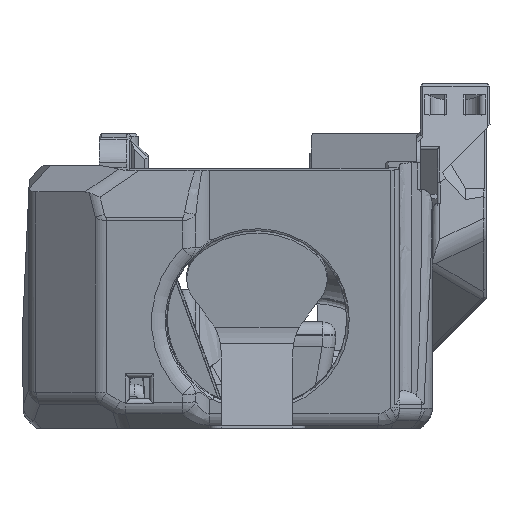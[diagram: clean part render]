
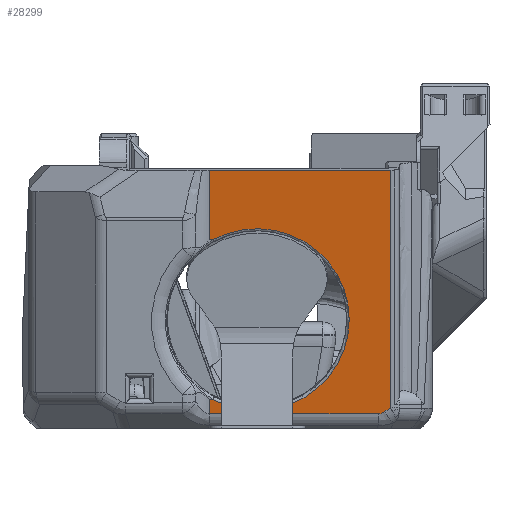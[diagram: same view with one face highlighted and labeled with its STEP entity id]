
A CAD part, left-side view. The second image highlights one B-rep face of the part: STEP entity #28299.
In plain terms, the highlighted planar face has unit normal (-0.985, 0, -0.174).
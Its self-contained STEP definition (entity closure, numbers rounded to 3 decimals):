
#215=CIRCLE('',#29770,14.4);
#1808=B_SPLINE_CURVE_WITH_KNOTS('',3,(#44879,#44880,#44881,#44882),
 .UNSPECIFIED.,.F.,.F.,(4,4),(0.,0.382),.UNSPECIFIED.);
#1821=B_SPLINE_CURVE_WITH_KNOTS('',3,(#45204,#45205,#45206,#45207),
 .UNSPECIFIED.,.F.,.F.,(4,4),(0.618,1.),.UNSPECIFIED.);
#2531=ELLIPSE('',#30355,3.203,2.);
#5283=ORIENTED_EDGE('',*,*,#12860,.F.);
#5284=ORIENTED_EDGE('',*,*,#11896,.T.);
#5285=ORIENTED_EDGE('',*,*,#13003,.T.);
#5286=ORIENTED_EDGE('',*,*,#13004,.F.);
#5287=ORIENTED_EDGE('',*,*,#13005,.T.);
#5288=ORIENTED_EDGE('',*,*,#13006,.T.);
#5289=ORIENTED_EDGE('',*,*,#13007,.F.);
#5290=ORIENTED_EDGE('',*,*,#13008,.T.);
#5291=ORIENTED_EDGE('',*,*,#12469,.F.);
#5292=ORIENTED_EDGE('',*,*,#12494,.F.);
#11896=EDGE_CURVE('',#16155,#16154,#215,.T.);
#12469=EDGE_CURVE('',#16532,#16533,#19142,.T.);
#12494=EDGE_CURVE('',#16550,#16532,#19160,.T.);
#12860=EDGE_CURVE('',#16155,#16550,#1808,.F.);
#13003=EDGE_CURVE('',#16154,#16912,#1821,.T.);
#13004=EDGE_CURVE('',#16913,#16912,#19482,.T.);
#13005=EDGE_CURVE('',#16913,#16914,#19483,.T.);
#13006=EDGE_CURVE('',#16914,#16915,#2531,.T.);
#13007=EDGE_CURVE('',#16916,#16915,#19484,.T.);
#13008=EDGE_CURVE('',#16916,#16533,#19485,.T.);
#16154=VERTEX_POINT('',#40767);
#16155=VERTEX_POINT('',#40769);
#16532=VERTEX_POINT('',#43222);
#16533=VERTEX_POINT('',#43224);
#16550=VERTEX_POINT('',#43283);
#16912=VERTEX_POINT('',#45208);
#16913=VERTEX_POINT('',#45210);
#16914=VERTEX_POINT('',#45212);
#16915=VERTEX_POINT('',#45214);
#16916=VERTEX_POINT('',#45216);
#19142=LINE('',#43223,#21542);
#19160=LINE('',#43284,#21560);
#19482=LINE('',#45209,#21882);
#19483=LINE('',#45211,#21883);
#19484=LINE('',#45215,#21884);
#19485=LINE('',#45217,#21885);
#21542=VECTOR('',#33661,1000.);
#21560=VECTOR('',#33699,1000.);
#21882=VECTOR('',#34499,1000.);
#21883=VECTOR('',#34500,1000.);
#21884=VECTOR('',#34503,1000.);
#21885=VECTOR('',#34504,1000.);
#23903=EDGE_LOOP('',(#5283,#5284,#5285,#5286,#5287,#5288,#5289,#5290,#5291,
#5292));
#25697=FACE_BOUND('',#23903,.T.);
#27251=PLANE('',#30354);
#28299=ADVANCED_FACE('',(#25697),#27251,.F.);
#29770=AXIS2_PLACEMENT_3D('',#40768,#32744,#32745);
#30354=AXIS2_PLACEMENT_3D('',#45203,#34497,#34498);
#30355=AXIS2_PLACEMENT_3D('',#45213,#34501,#34502);
#32744=DIRECTION('',(0.985,0.,0.174));
#32745=DIRECTION('',(0.174,0.,-0.985));
#33661=DIRECTION('',(0.,-1.,0.));
#33699=DIRECTION('',(-0.174,0.,0.985));
#34497=DIRECTION('',(0.985,0.,0.174));
#34498=DIRECTION('',(-0.174,0.,0.985));
#34499=DIRECTION('',(-0.174,0.,0.985));
#34500=DIRECTION('',(0.,-1.,0.));
#34501=DIRECTION('',(-0.985,0.,-0.174));
#34502=DIRECTION('',(-0.165,-0.304,0.938));
#34503=DIRECTION('',(0.097,0.829,-0.551));
#34504=DIRECTION('',(-0.174,0.,0.985));
#40767=CARTESIAN_POINT('',(-28.264,11.767,4.533));
#40768=CARTESIAN_POINT('',(-30.458,4.853,16.973));
#40769=CARTESIAN_POINT('',(-32.651,11.767,29.413));
#43222=CARTESIAN_POINT('',(-34.572,12.27,40.304));
#43223=CARTESIAN_POINT('',(-34.572,24.853,40.304));
#43224=CARTESIAN_POINT('',(-34.572,-16.002,40.304));
#43283=CARTESIAN_POINT('',(-32.66,12.27,29.463));
#43284=CARTESIAN_POINT('',(-31.185,12.27,21.099));
#44879=CARTESIAN_POINT('',(-32.66,12.27,29.463));
#44880=CARTESIAN_POINT('',(-32.657,12.102,29.442));
#44881=CARTESIAN_POINT('',(-32.654,11.935,29.425));
#44882=CARTESIAN_POINT('',(-32.651,11.767,29.413));
#45203=CARTESIAN_POINT('',(-31.185,24.853,21.099));
#45204=CARTESIAN_POINT('',(-28.264,11.767,4.533));
#45205=CARTESIAN_POINT('',(-28.262,11.935,4.52));
#45206=CARTESIAN_POINT('',(-28.259,12.102,4.503));
#45207=CARTESIAN_POINT('',(-28.255,12.27,4.482));
#45208=CARTESIAN_POINT('',(-28.255,12.27,4.482));
#45209=CARTESIAN_POINT('',(-31.185,12.27,21.099));
#45210=CARTESIAN_POINT('',(-27.864,12.27,2.262));
#45211=CARTESIAN_POINT('',(-27.864,-14.655,2.262));
#45212=CARTESIAN_POINT('',(-27.864,-14.07,2.262));
#45213=CARTESIAN_POINT('',(-28.404,-14.652,5.326));
#45214=CARTESIAN_POINT('',(-27.923,-15.07,2.597));
#45215=CARTESIAN_POINT('',(-27.821,-14.199,2.018));
#45216=CARTESIAN_POINT('',(-28.032,-16.002,3.216));
#45217=CARTESIAN_POINT('',(-7.663,-16.002,-112.301));
